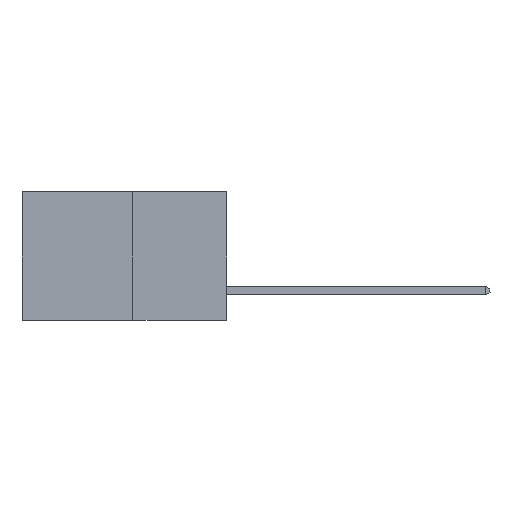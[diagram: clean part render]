
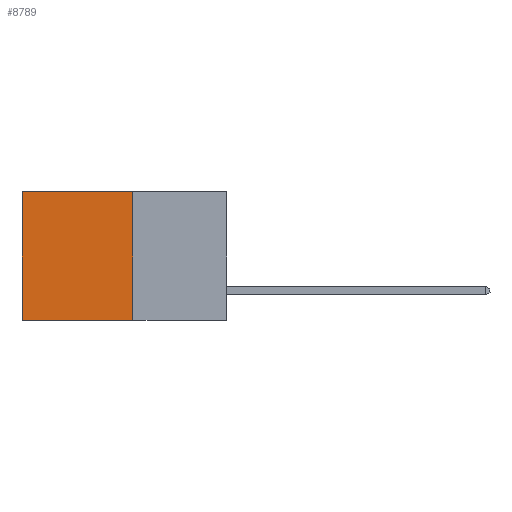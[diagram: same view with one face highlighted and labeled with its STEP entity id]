
A CAD part, left-side view. The second image highlights one B-rep face of the part: STEP entity #8789.
In plain terms, the highlighted planar face has unit normal (-1, 0, 0).
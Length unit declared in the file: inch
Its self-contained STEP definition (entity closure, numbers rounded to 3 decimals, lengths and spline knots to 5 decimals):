
#16 = VERTEX_POINT ( 'NONE', #10749 ) ;
#1479 = VECTOR ( 'NONE', #2374, 39.37008 ) ;
#1624 = EDGE_LOOP ( 'NONE', ( #11496, #4790, #10479, #6505 ) ) ;
#2047 = LINE ( 'NONE', #11623, #7149 ) ;
#2348 = EDGE_CURVE ( 'NONE', #11390, #8657, #2047, .T. ) ;
#2374 = DIRECTION ( 'NONE',  ( 0., 0., -1. ) ) ;
#2837 = EDGE_CURVE ( 'NONE', #16, #6068, #13092, .T. ) ;
#3318 = EDGE_CURVE ( 'NONE', #6068, #8657, #6803, .T. ) ;
#3673 = FACE_OUTER_BOUND ( 'NONE', #1624, .T. ) ;
#3681 = DIRECTION ( 'NONE',  ( 0., 1., 0. ) ) ;
#3988 = CARTESIAN_POINT ( 'NONE',  ( 0.277, 0.27, 0. ) ) ;
#4790 = ORIENTED_EDGE ( 'NONE', *, *, #2348, .F. ) ;
#5006 = VECTOR ( 'NONE', #3681, 39.37008 ) ;
#5851 = CARTESIAN_POINT ( 'NONE',  ( 0.277, 0.27, -0.37 ) ) ;
#6068 = VERTEX_POINT ( 'NONE', #9019 ) ;
#6505 = ORIENTED_EDGE ( 'NONE', *, *, #2837, .T. ) ;
#6740 = EDGE_CURVE ( 'NONE', #16, #11390, #11843, .T. ) ;
#6803 = LINE ( 'NONE', #11845, #11352 ) ;
#6829 = PLANE ( 'NONE',  #12940 ) ;
#7149 = VECTOR ( 'NONE', #11673, 39.37008 ) ;
#7832 = DIRECTION ( 'NONE',  ( 0., 0., -1. ) ) ;
#8403 = CARTESIAN_POINT ( 'NONE',  ( 0.277, 0.27, -0.37 ) ) ;
#8657 = VERTEX_POINT ( 'NONE', #10501 ) ;
#8789 = ADVANCED_FACE ( 'NONE', ( #3673 ), #6829, .F. ) ;
#9019 = CARTESIAN_POINT ( 'NONE',  ( 0.277, 0.59, 0. ) ) ;
#10479 = ORIENTED_EDGE ( 'NONE', *, *, #6740, .F. ) ;
#10501 = CARTESIAN_POINT ( 'NONE',  ( 0.277, 0.59, -0.37 ) ) ;
#10667 = DIRECTION ( 'NONE',  ( 1., 0., 0. ) ) ;
#10749 = CARTESIAN_POINT ( 'NONE',  ( 0.277, 0.27, 0. ) ) ;
#11352 = VECTOR ( 'NONE', #12032, 39.37008 ) ;
#11390 = VERTEX_POINT ( 'NONE', #12210 ) ;
#11496 = ORIENTED_EDGE ( 'NONE', *, *, #3318, .T. ) ;
#11623 = CARTESIAN_POINT ( 'NONE',  ( 0.277, 0.27, -0.37 ) ) ;
#11673 = DIRECTION ( 'NONE',  ( 0., 1., 0. ) ) ;
#11843 = LINE ( 'NONE', #8403, #1479 ) ;
#11845 = CARTESIAN_POINT ( 'NONE',  ( 0.277, 0.59, -0.37 ) ) ;
#12032 = DIRECTION ( 'NONE',  ( 0., 0., -1. ) ) ;
#12210 = CARTESIAN_POINT ( 'NONE',  ( 0.277, 0.27, -0.37 ) ) ;
#12940 = AXIS2_PLACEMENT_3D ( 'NONE', #5851, #10667, #7832 ) ;
#13092 = LINE ( 'NONE', #3988, #5006 ) ;
